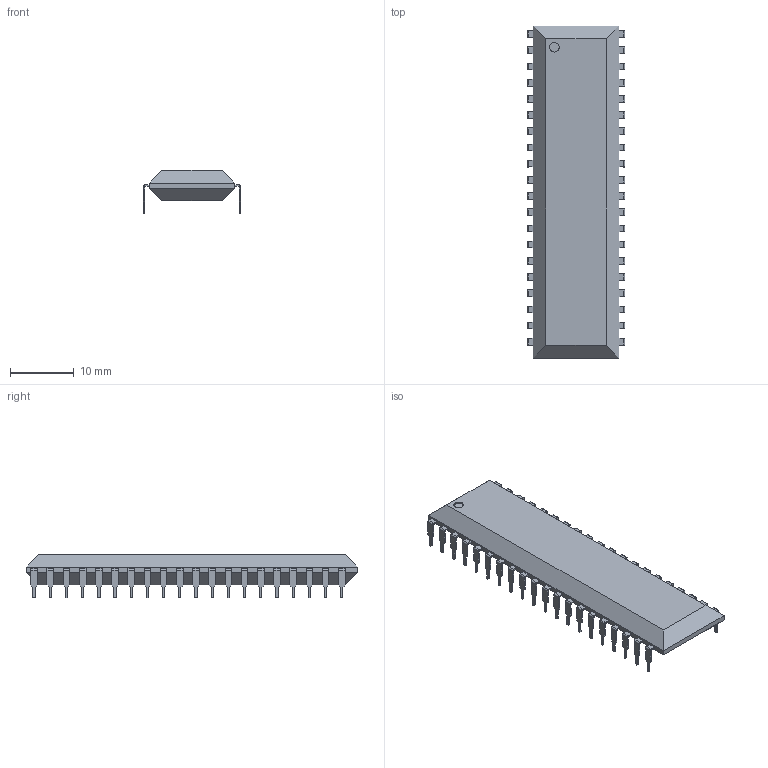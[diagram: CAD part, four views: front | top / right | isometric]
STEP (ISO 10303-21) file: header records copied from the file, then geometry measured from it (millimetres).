
FILE_DESCRIPTION (( 'STEP AP214' ), '1' );
FILE_NAME ('DIP40.STEP', '2011-08-11T07:39:53', ( '微软用户' ), ( '微软中国' ), 'SwSTEP 2.0', 'SolidWorks 2011', '' );
FILE_SCHEMA (( 'AUTOMOTIVE_DESIGN' ));
Length unit declared in the file: millimetre
Products named in the file (1): DIP40
Bounding box: 15.24 x 52.07 x 6.8 mm (x, y, z)
Volume: 2896 mm3; surface area: 2120.6 mm2
Topology: 1 solids, 1 shells, 657 faces, 1834 edges, 1220 vertices
Faces by surface type: plane 575, cylinder 82
Entity records: 28016 total; most frequent: CARTESIAN_POINT 3712, ORIENTED_EDGE 3668, DIRECTION 3314, EDGE_CURVE 1834, VECTOR 1670, LINE 1670, VERTEX_POINT 1220, AXIS2_PLACEMENT_3D 822
